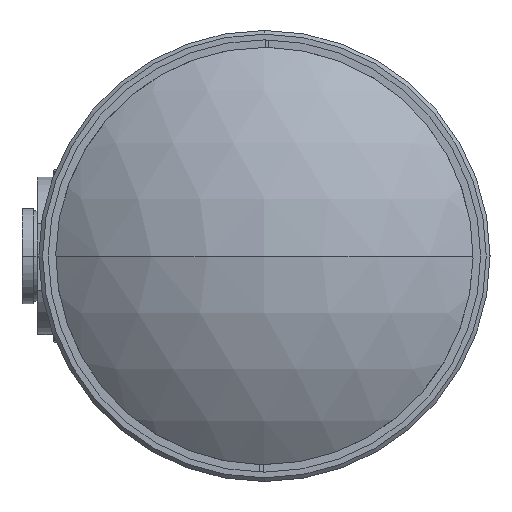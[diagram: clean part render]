
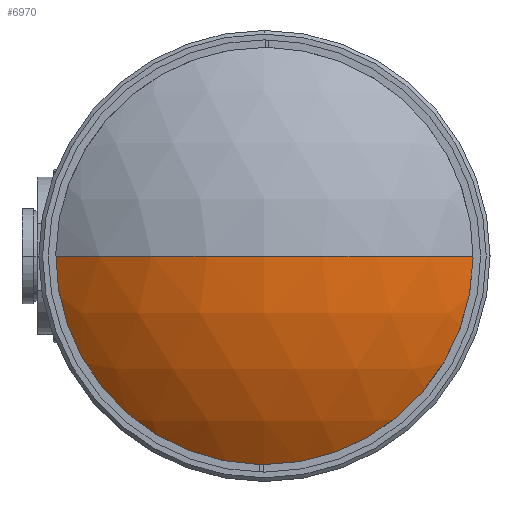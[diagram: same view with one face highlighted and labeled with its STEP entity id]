
A CAD part, left-side view. The second image highlights one B-rep face of the part: STEP entity #6970.
In plain terms, the highlighted spherical face has radius 88.646 mm.
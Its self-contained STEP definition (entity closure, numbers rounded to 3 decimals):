
#151 = AXIS2_PLACEMENT_3D ( 'NONE', #2990, #9377, #5192 ) ;
#213 = DIRECTION ( 'NONE',  ( -1., 0., 0. ) ) ;
#441 = VERTEX_POINT ( 'NONE', #10404 ) ;
#599 = DIRECTION ( 'NONE',  ( 0., 1., 0. ) ) ;
#639 = CIRCLE ( 'NONE', #151, 88.646 ) ;
#897 = EDGE_LOOP ( 'NONE', ( #9247, #1825, #12000 ) ) ;
#1349 = DIRECTION ( 'NONE',  ( 0., 0., -1. ) ) ;
#1805 = CARTESIAN_POINT ( 'NONE',  ( 88.646, 0., 0. ) ) ;
#1825 = ORIENTED_EDGE ( 'NONE', *, *, #13536, .T. ) ;
#2171 = AXIS2_PLACEMENT_3D ( 'NONE', #3437, #213, #7539 ) ;
#2566 = EDGE_CURVE ( 'NONE', #3402, #11665, #13263, .T. ) ;
#2869 = DIRECTION ( 'NONE',  ( 0., 1., 0. ) ) ;
#2990 = CARTESIAN_POINT ( 'NONE',  ( 88.646, 0., 0. ) ) ;
#3402 = VERTEX_POINT ( 'NONE', #8421 ) ;
#3421 = CARTESIAN_POINT ( 'NONE',  ( 88.646, 0., 0. ) ) ;
#3437 = CARTESIAN_POINT ( 'NONE',  ( 20.339, 0., 0. ) ) ;
#5192 = DIRECTION ( 'NONE',  ( 1., 0., 0. ) ) ;
#6602 = FACE_OUTER_BOUND ( 'NONE', #897, .T. ) ;
#6970 = ADVANCED_FACE ( 'NONE', ( #6602 ), #11046, .T. ) ;
#7539 = DIRECTION ( 'NONE',  ( 0., 0., 1. ) ) ;
#8421 = CARTESIAN_POINT ( 'NONE',  ( 20.339, 56.5, 0. ) ) ;
#8532 = AXIS2_PLACEMENT_3D ( 'NONE', #1805, #12327, #2869 ) ;
#9247 = ORIENTED_EDGE ( 'NONE', *, *, #2566, .T. ) ;
#9377 = DIRECTION ( 'NONE',  ( 0., 0., 1. ) ) ;
#10404 = CARTESIAN_POINT ( 'NONE',  ( 0., 0., 0. ) ) ;
#11046 = SPHERICAL_SURFACE ( 'NONE', #13609, 88.646 ) ;
#11074 = CARTESIAN_POINT ( 'NONE',  ( 20.339, -56.5, 0. ) ) ;
#11166 = CIRCLE ( 'NONE', #8532, 88.646 ) ;
#11665 = VERTEX_POINT ( 'NONE', #11074 ) ;
#12000 = ORIENTED_EDGE ( 'NONE', *, *, #13068, .F. ) ;
#12327 = DIRECTION ( 'NONE',  ( 0., 0., -1. ) ) ;
#13068 = EDGE_CURVE ( 'NONE', #3402, #441, #639, .T. ) ;
#13263 = CIRCLE ( 'NONE', #2171, 56.5 ) ;
#13536 = EDGE_CURVE ( 'NONE', #11665, #441, #11166, .T. ) ;
#13609 = AXIS2_PLACEMENT_3D ( 'NONE', #3421, #1349, #599 ) ;
